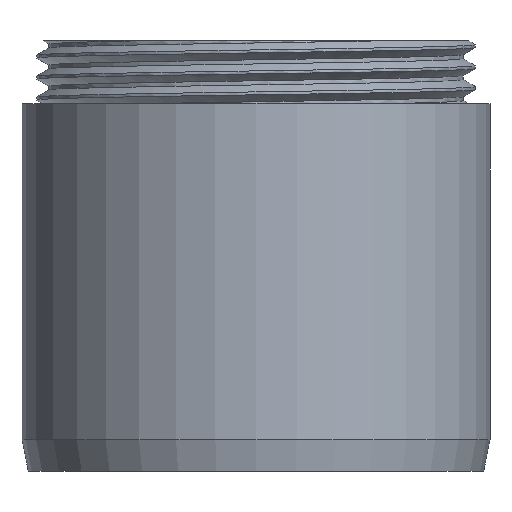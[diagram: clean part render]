
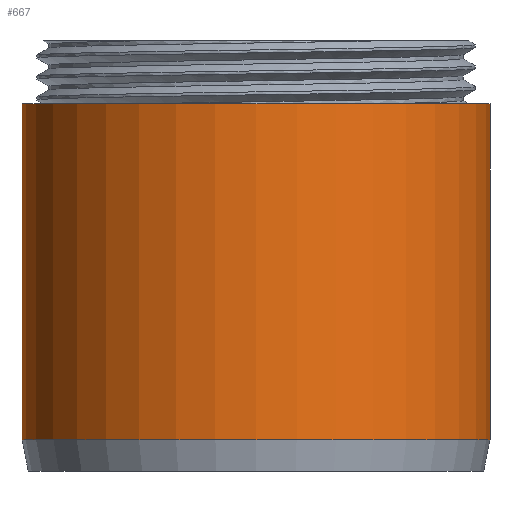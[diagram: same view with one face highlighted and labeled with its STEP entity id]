
A CAD part, front view. The second image highlights one B-rep face of the part: STEP entity #667.
In plain terms, the highlighted cylindrical face has radius 22.3 mm (diameter 44.6 mm), a full revolution.
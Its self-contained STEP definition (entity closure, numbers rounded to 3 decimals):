
#84=FACE_OUTER_BOUND('',#131,.T.);
#131=EDGE_LOOP('',(#592,#593,#594,#595));
#179=CIRCLE('',#760,22.3);
#180=CIRCLE('',#762,22.3);
#232=LINE('',#2407,#264);
#264=VECTOR('',#956,22.3);
#322=VERTEX_POINT('',#2401);
#323=VERTEX_POINT('',#2405);
#415=EDGE_CURVE('',#322,#322,#179,.T.);
#417=EDGE_CURVE('',#323,#323,#180,.T.);
#418=EDGE_CURVE('',#323,#322,#232,.T.);
#592=ORIENTED_EDGE('',*,*,#417,.F.);
#593=ORIENTED_EDGE('',*,*,#418,.T.);
#594=ORIENTED_EDGE('',*,*,#415,.T.);
#595=ORIENTED_EDGE('',*,*,#418,.F.);
#629=CYLINDRICAL_SURFACE('',#761,22.3);
#667=ADVANCED_FACE('',(#84),#629,.T.);
#760=AXIS2_PLACEMENT_3D('',#2402,#949,#950);
#761=AXIS2_PLACEMENT_3D('',#2404,#952,#953);
#762=AXIS2_PLACEMENT_3D('',#2406,#954,#955);
#949=DIRECTION('center_axis',(0.,0.,1.));
#950=DIRECTION('ref_axis',(1.,0.,0.));
#952=DIRECTION('center_axis',(0.,0.,1.));
#953=DIRECTION('ref_axis',(1.,0.,0.));
#954=DIRECTION('center_axis',(0.,0.,1.));
#955=DIRECTION('ref_axis',(1.,0.,0.));
#956=DIRECTION('',(0.,0.,-1.));
#2401=CARTESIAN_POINT('',(-22.3,0.,-32.));
#2402=CARTESIAN_POINT('Origin',(0.,0.,-32.));
#2404=CARTESIAN_POINT('Origin',(0.,0.,-16.));
#2405=CARTESIAN_POINT('',(-22.3,0.,0.));
#2406=CARTESIAN_POINT('Origin',(0.,0.,0.));
#2407=CARTESIAN_POINT('',(-22.3,0.,-16.));
